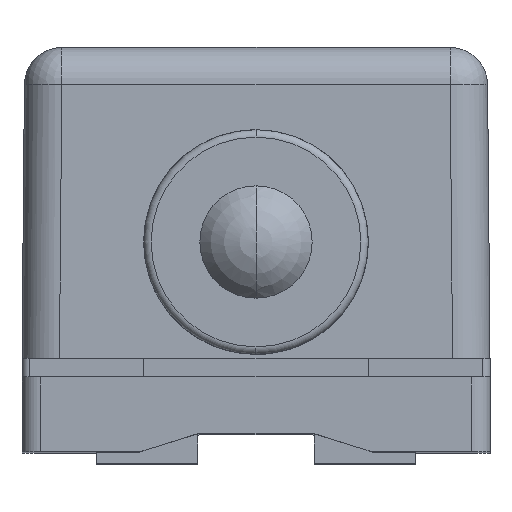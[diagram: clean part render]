
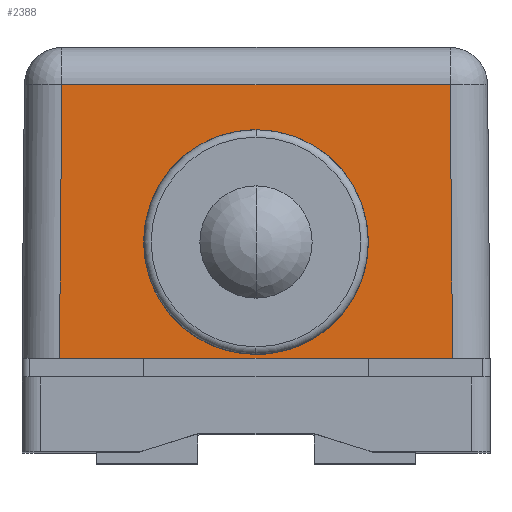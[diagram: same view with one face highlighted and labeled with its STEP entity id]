
A CAD part, top view. The second image highlights one B-rep face of the part: STEP entity #2388.
In plain terms, the highlighted planar face has unit normal (0, 0.009, 1).
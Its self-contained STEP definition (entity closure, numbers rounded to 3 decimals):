
#247=DIRECTION('',(-1.,0.,0.));
#248=VECTOR('',#247,2.25);
#249=CARTESIAN_POINT('',(5.25,2.5,13.25));
#250=LINE('',#249,#248);
#281=DIRECTION('',(-1.,0.,0.));
#282=VECTOR('',#281,2.25);
#283=CARTESIAN_POINT('',(-3.,2.5,13.25));
#284=LINE('',#283,#282);
#535=CARTESIAN_POINT('',(0.,8.6,13.197));
#536=CARTESIAN_POINT('',(0.354,8.6,13.197));
#537=CARTESIAN_POINT('',(1.117,8.472,13.198));
#538=CARTESIAN_POINT('',(2.185,7.784,13.204));
#539=CARTESIAN_POINT('',(2.757,6.897,13.212));
#540=CARTESIAN_POINT('',(2.968,6.142,13.218));
#541=CARTESIAN_POINT('',(3.016,5.6,13.223));
#542=CARTESIAN_POINT('',(2.968,5.058,13.228));
#543=CARTESIAN_POINT('',(2.757,4.303,13.234));
#544=CARTESIAN_POINT('',(2.185,3.416,13.242));
#545=CARTESIAN_POINT('',(1.117,2.728,13.248));
#546=CARTESIAN_POINT('',(0.354,2.6,13.249));
#547=CARTESIAN_POINT('',(0.,2.6,13.249));
#549=CARTESIAN_POINT('',(0.,2.6,13.249));
#550=CARTESIAN_POINT('',(-0.354,2.6,13.249));
#551=CARTESIAN_POINT('',(-1.117,2.728,13.248));
#552=CARTESIAN_POINT('',(-2.185,3.416,13.242));
#553=CARTESIAN_POINT('',(-2.757,4.303,13.234));
#554=CARTESIAN_POINT('',(-2.968,5.058,13.228));
#555=CARTESIAN_POINT('',(-3.016,5.6,13.223));
#556=CARTESIAN_POINT('',(-2.968,6.142,13.218));
#557=CARTESIAN_POINT('',(-2.757,6.897,13.212));
#558=CARTESIAN_POINT('',(-2.185,7.784,13.204));
#559=CARTESIAN_POINT('',(-1.117,8.472,13.198));
#560=CARTESIAN_POINT('',(-0.354,8.6,13.197));
#561=CARTESIAN_POINT('',(0.,8.6,13.197));
#563=DIRECTION('',(-0.009,-1.,0.009));
#564=VECTOR('',#563,7.309);
#565=CARTESIAN_POINT('',(-5.186,9.809,13.186));
#566=LINE('',#565,#564);
#567=DIRECTION('',(-1.,0.,0.));
#568=VECTOR('',#567,10.373);
#569=CARTESIAN_POINT('',(5.186,9.809,13.186));
#570=LINE('',#569,#568);
#571=DIRECTION('',(0.009,-1.,0.009));
#572=VECTOR('',#571,7.309);
#573=CARTESIAN_POINT('',(5.186,9.809,13.186));
#574=LINE('',#573,#572);
#575=DIRECTION('',(-1.,0.,0.));
#576=VECTOR('',#575,6.);
#577=CARTESIAN_POINT('',(3.,2.5,13.25));
#578=LINE('',#577,#576);
#642=CARTESIAN_POINT('',(-5.25,2.5,13.25));
#666=CARTESIAN_POINT('',(5.25,2.5,13.25));
#1452=CARTESIAN_POINT('',(5.186,9.809,13.186));
#1453=CARTESIAN_POINT('',(-5.186,9.809,13.186));
#1454=VERTEX_POINT('',#1452);
#1455=VERTEX_POINT('',#1453);
#1512=VERTEX_POINT('',#666);
#1513=VERTEX_POINT('',#642);
#1611=VERTEX_POINT('',#535);
#1612=VERTEX_POINT('',#547);
#1621=CARTESIAN_POINT('',(3.,2.5,13.25));
#1623=VERTEX_POINT('',#1621);
#1626=CARTESIAN_POINT('',(-3.,2.5,13.25));
#1628=VERTEX_POINT('',#1626);
#2366=CARTESIAN_POINT('',(-6.25,2.5,13.25));
#2367=DIRECTION('',(0.,0.009,1.));
#2368=DIRECTION('',(1.,0.,0.));
#2369=AXIS2_PLACEMENT_3D('',#2366,#2367,#2368);
#2370=PLANE('',#2369);
#2371=ORIENTED_EDGE('',*,*,#1984,.T.);
#2373=ORIENTED_EDGE('',*,*,#2372,.F.);
#2374=ORIENTED_EDGE('',*,*,#2356,.F.);
#2376=ORIENTED_EDGE('',*,*,#2375,.T.);
#2377=ORIENTED_EDGE('',*,*,#1951,.T.);
#2379=ORIENTED_EDGE('',*,*,#2378,.T.);
#2380=EDGE_LOOP('',(#2371,#2373,#2374,#2376,#2377,#2379));
#2381=FACE_OUTER_BOUND('',#2380,.F.);
#2383=ORIENTED_EDGE('',*,*,#2382,.F.);
#2385=ORIENTED_EDGE('',*,*,#2384,.F.);
#2386=EDGE_LOOP('',(#2383,#2385));
#2387=FACE_BOUND('',#2386,.F.);
#548=B_SPLINE_CURVE_WITH_KNOTS('',3,(#535,#536,#537,#538,#539,#540,#541,#542,
#543,#544,#545,#546,#547),.UNSPECIFIED.,.F.,.F.,(4,1,1,1,1,1,1,1,1,1,4),(0.,
0.125,0.25,0.375,0.438,0.5,0.563,0.625,0.75,0.875,1.),
.UNSPECIFIED.);
#562=B_SPLINE_CURVE_WITH_KNOTS('',3,(#549,#550,#551,#552,#553,#554,#555,#556,
#557,#558,#559,#560,#561),.UNSPECIFIED.,.F.,.F.,(4,1,1,1,1,1,1,1,1,1,4),(0.,
0.125,0.25,0.375,0.438,0.5,0.563,0.625,0.75,0.875,1.),
.UNSPECIFIED.);
#1951=EDGE_CURVE('',#1512,#1623,#250,.T.);
#1984=EDGE_CURVE('',#1628,#1513,#284,.T.);
#2356=EDGE_CURVE('',#1454,#1455,#570,.T.);
#2372=EDGE_CURVE('',#1455,#1513,#566,.T.);
#2375=EDGE_CURVE('',#1454,#1512,#574,.T.);
#2378=EDGE_CURVE('',#1623,#1628,#578,.T.);
#2382=EDGE_CURVE('',#1611,#1612,#548,.T.);
#2384=EDGE_CURVE('',#1612,#1611,#562,.T.);
#2388=ADVANCED_FACE('',(#2381,#2387),#2370,.T.);
